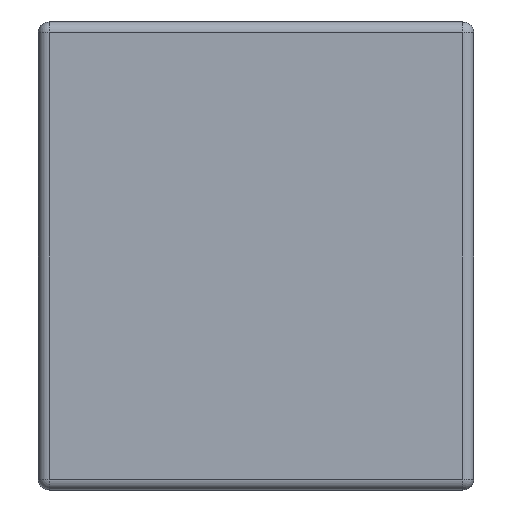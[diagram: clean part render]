
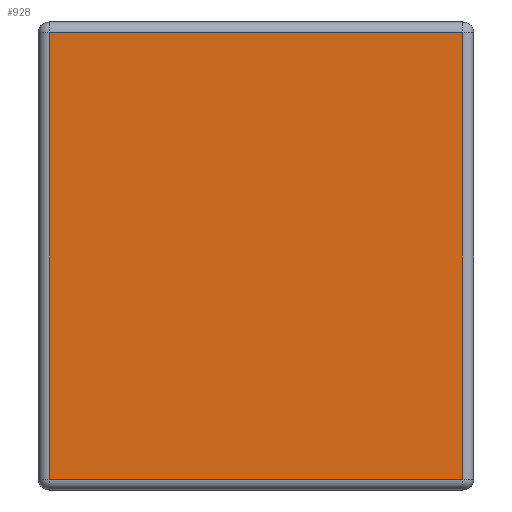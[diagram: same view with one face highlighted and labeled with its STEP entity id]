
A CAD part, left-side view. The second image highlights one B-rep face of the part: STEP entity #928.
In plain terms, the highlighted planar face has unit normal (-1, 0, 0).
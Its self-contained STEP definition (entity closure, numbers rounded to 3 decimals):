
#79=PLANE('',#1056);
#138=FACE_OUTER_BOUND('',#199,.T.);
#199=EDGE_LOOP('',(#836,#837,#838,#839));
#255=LINE('',#1596,#326);
#257=LINE('',#1605,#328);
#262=LINE('',#1624,#333);
#263=LINE('',#1626,#334);
#326=VECTOR('',#1268,10.);
#328=VECTOR('',#1280,10.);
#333=VECTOR('',#1305,10.);
#334=VECTOR('',#1308,10.);
#458=VERTEX_POINT('',#1573);
#467=VERTEX_POINT('',#1592);
#468=VERTEX_POINT('',#1599);
#473=VERTEX_POINT('',#1619);
#572=EDGE_CURVE('',#458,#467,#255,.T.);
#577=EDGE_CURVE('',#468,#458,#257,.T.);
#588=EDGE_CURVE('',#467,#473,#262,.T.);
#589=EDGE_CURVE('',#473,#468,#263,.T.);
#836=ORIENTED_EDGE('',*,*,#572,.F.);
#837=ORIENTED_EDGE('',*,*,#577,.F.);
#838=ORIENTED_EDGE('',*,*,#589,.F.);
#839=ORIENTED_EDGE('',*,*,#588,.F.);
#928=ADVANCED_FACE('',(#138),#79,.T.);
#1056=AXIS2_PLACEMENT_3D('',#1657,#1351,#1352);
#1268=DIRECTION('',(0.,1.,0.));
#1280=DIRECTION('',(0.,0.,-1.));
#1305=DIRECTION('',(0.,0.,1.));
#1308=DIRECTION('',(0.,-1.,0.));
#1351=DIRECTION('center_axis',(-1.,0.,0.));
#1352=DIRECTION('ref_axis',(0.,-1.,0.));
#1573=CARTESIAN_POINT('',(0.,0.2,0.2));
#1592=CARTESIAN_POINT('',(0.,7.8,0.2));
#1596=CARTESIAN_POINT('',(0.,6.,0.2));
#1599=CARTESIAN_POINT('',(0.,0.2,8.4));
#1605=CARTESIAN_POINT('',(0.,0.2,0.));
#1619=CARTESIAN_POINT('',(0.,7.8,8.4));
#1624=CARTESIAN_POINT('',(0.,7.8,0.));
#1626=CARTESIAN_POINT('',(0.,6.,8.4));
#1657=CARTESIAN_POINT('Origin',(0.,8.,0.));
